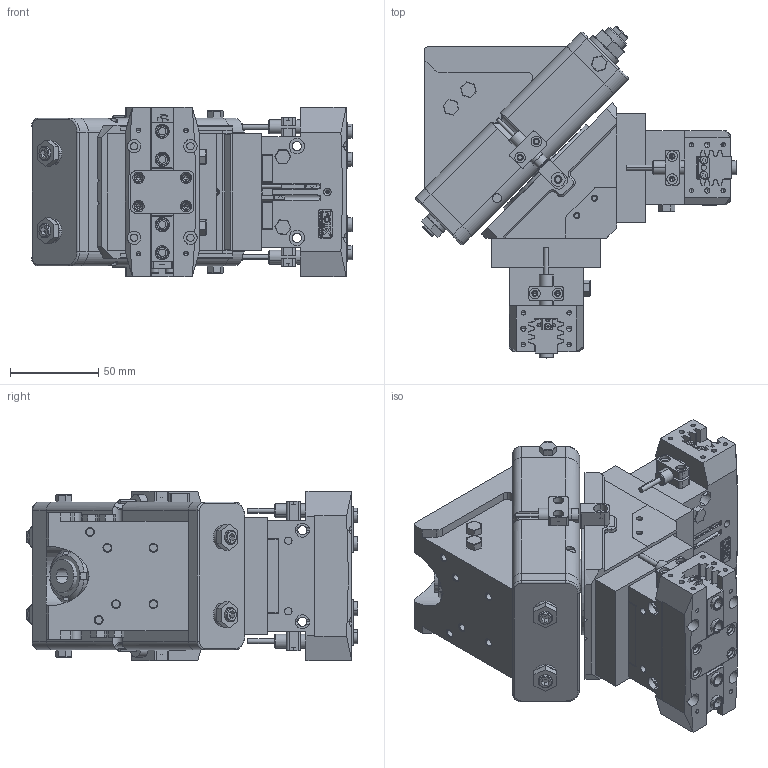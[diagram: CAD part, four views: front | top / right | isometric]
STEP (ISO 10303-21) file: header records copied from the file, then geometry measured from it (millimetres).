
FILE_DESCRIPTION (( 'STEP AP203' ), '1' );
FILE_NAME ('TG25-FR36-96-90¡ã.STEP', '2025-03-27T09:09:21', ( 'USER-' ), ( 'Microsoft' ), 'SwSTEP 2.0', 'SolidWorks 2018', '' );
FILE_SCHEMA (( 'CONFIG_CONTROL_DESIGN' ));
Length unit declared in the file: millimetre
Products named in the file (45): 埴翐芛_GB_FASTENER_SCREWS_HSHCS M2X8-N; TG25.sldasm-Part-15-1-1; TG25.sldasm-Part-49-1-1; 25x12-R3; TG25.sldasm-Part-19-1-1; 电容传感器8x23接近开关; 16x8-R1.5; TG25.sldasm-Part-48-1-1; 揤輸蚾饜极; TG25.sldasm-Part-61-1-1; 賑輸; TG25.sldasm-Part-10-1-1; TG25.sldasm-Part-53-1-1; TG25; TG25.sldasm-Part-27-2-1; TG25-FR36-96-90°; TG25.sldasm-Part-13-1-1; 褲极; TG25.sldasm-Part-54-1-1; TG25.sldasm-Part-14-1-1; TG25.sldasm-Part-16-1-1; 蟀諉啣2; TG25杅耀.sldasm-Part-11; YH1412-A-03牉挴蹟譫-1-1; 揤輸杅耀.sldasm-Part-9; TG25.sldasm-Part-5-1-1; TG25.sldasm-Part-55-1-1; TG25.sldasm-Part-4-1-1; 菁裔啣; TE40杅耀.sldasm-Part-2-1-1; TG25.sldasm-Part-56-1-1; 棠羲換覜ん; P-GS-T-01 諉輪羲壽標厥釱; 1412倰遣喳ん彸秶遴-1-1; 内六角圆柱头螺钉[GBT70_1-2008][M2.5×8]; TG12.sldasm-Part-10-1-1; 笢猾啣ㄗ蜊ㄘ; TG25.sldasm-Part-18-1-1; FR36-96; TG25.sldasm-Part-9-1-1 ...
Assembly tree (65 placements, depth 4):
  TG25-FR36-96-90°
    TG25
      TG25.sldasm-Part-4-1-1
      TG25.sldasm-Part-5-1-1
      TG25.sldasm-Part-9-1-1
      TG25.sldasm-Part-10-1-1
      TG25.sldasm-Part-12-1-1
      TG25.sldasm-Part-13-1-1
      TG25.sldasm-Part-14-1-1
      TG25.sldasm-Part-15-1-1
      TG25.sldasm-Part-16-1-1  x2
      TG25.sldasm-Part-18-1-1
      TG25.sldasm-Part-19-1-1
      TG25.sldasm-Part-27-2-1
      TG25.sldasm-Part-48-1-1
      TG25.sldasm-Part-49-1-1
      TG25.sldasm-Part-53-1-1
      TG25.sldasm-Part-54-1-1
      TG25.sldasm-Part-55-1-1
      TG25.sldasm-Part-56-1-1
      TG25.sldasm-Part-61-1-1
      1412倰遣喳ん彸秶遴-1-1  x2
      YH1412-A-03牉挴蹟譫-1-1  x2
      TE40杅耀.sldasm-Part-2-1-1  x2
      TE40杅耀.sldasm-Part-17-1-1  x2
      TG12.sldasm-Part-10-1-1  x2
      TG25杅耀.sldasm-Part-11
      25x12-R3
    蟀諉啣2  x2
    TG25.sldasm-Part-55-1-1  x4
    FR36-96  x2
      揤輸蚾饜极
        揤輸杅耀.sldasm-Part-9
        埴翐芛_GB_FASTENER_SCREWS_HSHCS M2X8-N  x2
      揤輸蚾饜极-1
        内六角圆柱头螺钉[GBT70_1-2008][M2.5×8]  x2
        苤覜聆假蚾璃
      褲极
      賑輸
      菁裔啣
      笢猾啣ㄗ蜊ㄘ
      ﾏ擎ﾗ8｡ﾁ6｡ﾁ6
      16x8-R1.5
      电容传感器8x23接近开关
      P-GS-T-01 諉輪羲壽標厥釱
      棠羲換覜ん
Bounding box: 182.13 x 188.41 x 96 mm (x, y, z)
Volume: 1268676.5 mm3; surface area: 274947.7 mm2
Topology: 84 solids, 92 shells, 3956 faces, 10114 edges, 6490 vertices
Faces by surface type: plane 1904, cylinder 1101, bspline 467, cone 436, torus 48
Entity records: 86542 total; most frequent: CARTESIAN_POINT 26411, ORIENTED_EDGE 11704, DIRECTION 10653, EDGE_CURVE 5852, VERTEX_POINT 3817, VECTOR 3599, LINE 3599, AXIS2_PLACEMENT_3D 3527
